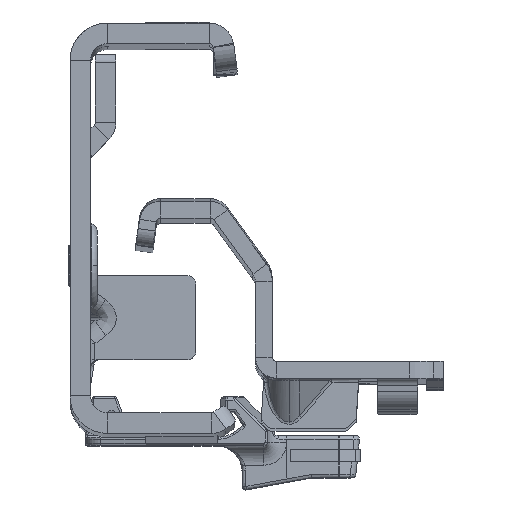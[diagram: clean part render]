
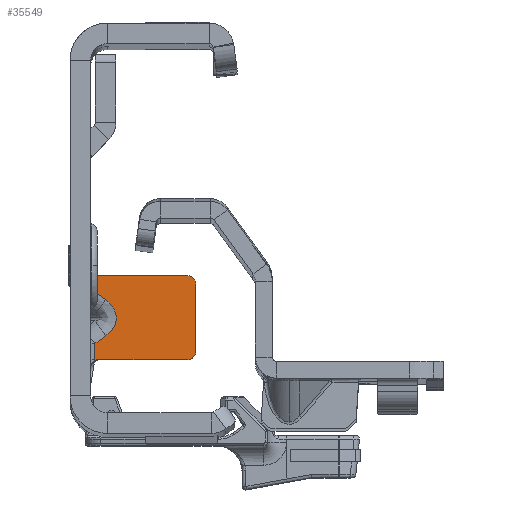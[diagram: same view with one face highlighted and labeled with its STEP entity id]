
A CAD part, top view. The second image highlights one B-rep face of the part: STEP entity #35549.
In plain terms, the highlighted planar face has unit normal (0, 0, 1).
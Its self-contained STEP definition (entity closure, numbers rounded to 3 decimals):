
#655 = EDGE_CURVE ( 'NONE', #4794, #47293, #22868, .T. ) ;
#1449 = DIRECTION ( 'NONE',  ( 0., 0., -1. ) ) ;
#1742 = CARTESIAN_POINT ( 'NONE',  ( 12.5, -5.55, -391.5 ) ) ;
#2546 = AXIS2_PLACEMENT_3D ( 'NONE', #35924, #53409, #49410 ) ;
#2794 = EDGE_CURVE ( 'NONE', #35397, #27195, #50756, .T. ) ;
#3283 = DIRECTION ( 'NONE',  ( 1., 0., 0. ) ) ;
#4214 = CARTESIAN_POINT ( 'NONE',  ( 1.778, -11.707, -391.5 ) ) ;
#4233 = ORIENTED_EDGE ( 'NONE', *, *, #6802, .T. ) ;
#4794 = VERTEX_POINT ( 'NONE', #39882 ) ;
#5096 = EDGE_CURVE ( 'NONE', #32619, #24877, #33779, .T. ) ;
#5171 = CARTESIAN_POINT ( 'NONE',  ( -7.344, 22.3, -391.5 ) ) ;
#5462 = FACE_OUTER_BOUND ( 'NONE', #18567, .T. ) ;
#6167 = EDGE_CURVE ( 'NONE', #11019, #49469, #25080, .T. ) ;
#6802 = EDGE_CURVE ( 'NONE', #24877, #4794, #10813, .T. ) ;
#9316 = VERTEX_POINT ( 'NONE', #51919 ) ;
#9882 = VERTEX_POINT ( 'NONE', #20504 ) ;
#10813 = CIRCLE ( 'NONE', #2546, 1. ) ;
#11019 = VERTEX_POINT ( 'NONE', #39440 ) ;
#11400 = LINE ( 'NONE', #51348, #51361 ) ;
#11715 = ORIENTED_EDGE ( 'NONE', *, *, #2794, .F. ) ;
#12347 = CARTESIAN_POINT ( 'NONE',  ( -7.344, -4.55, -391.5 ) ) ;
#12500 = CARTESIAN_POINT ( 'NONE',  ( 1.778, -11.707, -391.5 ) ) ;
#12619 = DIRECTION ( 'NONE',  ( -1., 0., 0. ) ) ;
#12722 = VECTOR ( 'NONE', #38798, 1000. ) ;
#12766 = CARTESIAN_POINT ( 'NONE',  ( 2.628, -11.106, -391.5 ) ) ;
#13268 = EDGE_CURVE ( 'NONE', #9882, #40703, #23978, .T. ) ;
#13389 = CARTESIAN_POINT ( 'NONE',  ( 11.5, -14.55, -391.5 ) ) ;
#14033 = CARTESIAN_POINT ( 'NONE',  ( 0.71, -14.55, -391.5 ) ) ;
#14322 = CARTESIAN_POINT ( 'NONE',  ( 0.5, -14.55, -391.5 ) ) ;
#17258 = DIRECTION ( 'NONE',  ( 0., 0., 1. ) ) ;
#18045 = CARTESIAN_POINT ( 'NONE',  ( 0.5, -4.55, -391.5 ) ) ;
#18567 = EDGE_LOOP ( 'NONE', ( #20974, #26506, #11715, #31696, #47081, #43680, #4233, #29316, #56725, #40403, #40176, #49486 ) ) ;
#19141 = VECTOR ( 'NONE', #49240, 1000. ) ;
#19758 = CARTESIAN_POINT ( 'NONE',  ( 0.64, -4.55, -391.5 ) ) ;
#20224 = EDGE_CURVE ( 'NONE', #27195, #9882, #22883, .T. ) ;
#20411 = B_SPLINE_CURVE_WITH_KNOTS ( 'NONE', 3,
 ( #14322, #22684, #32146, #14033 ),
 .UNSPECIFIED., .F., .F.,
 ( 4, 4 ),
 ( 0., 0. ),
 .UNSPECIFIED. ) ;
#20504 = CARTESIAN_POINT ( 'NONE',  ( 1.778, -7.393, -391.5 ) ) ;
#20974 = ORIENTED_EDGE ( 'NONE', *, *, #13268, .F. ) ;
#21255 = CARTESIAN_POINT ( 'NONE',  ( 3.565, -10.443, -391.5 ) ) ;
#21879 = VERTEX_POINT ( 'NONE', #29749 ) ;
#22684 = CARTESIAN_POINT ( 'NONE',  ( 0.57, -14.55, -391.5 ) ) ;
#22868 = LINE ( 'NONE', #49010, #25723 ) ;
#22883 =( BOUNDED_CURVE ( )  B_SPLINE_CURVE ( 3, ( #4214, #21255, #56817, #30141 ),
 .UNSPECIFIED., .F., .T. ) 
 B_SPLINE_CURVE_WITH_KNOTS ( ( 4, 4 ),
 ( 2.356, 3.927 ),
 .UNSPECIFIED. ) 
 CURVE ( )  GEOMETRIC_REPRESENTATION_ITEM ( )  RATIONAL_B_SPLINE_CURVE ( ( 1., 0.805, 0.805, 1. ) ) 
 REPRESENTATION_ITEM ( '' )  );
#23079 = PLANE ( 'NONE',  #48401 ) ;
#23978 = LINE ( 'NONE', #31988, #19141 ) ;
#24389 = EDGE_CURVE ( 'NONE', #9316, #32619, #20411, .T. ) ;
#24877 = VERTEX_POINT ( 'NONE', #13389 ) ;
#25080 = LINE ( 'NONE', #12347, #28275 ) ;
#25308 = CARTESIAN_POINT ( 'NONE',  ( 0.5, 22.3, -391.5 ) ) ;
#25723 = VECTOR ( 'NONE', #53570, 1000. ) ;
#26332 = VECTOR ( 'NONE', #3283, 1000. ) ;
#26506 = ORIENTED_EDGE ( 'NONE', *, *, #20224, .F. ) ;
#26766 = AXIS2_PLACEMENT_3D ( 'NONE', #49922, #17258, #52289 ) ;
#27195 = VERTEX_POINT ( 'NONE', #12500 ) ;
#28275 = VECTOR ( 'NONE', #12619, 1000. ) ;
#28478 = CARTESIAN_POINT ( 'NONE',  ( 0.71, -14.55, -391.5 ) ) ;
#29029 = LINE ( 'NONE', #25308, #12722 ) ;
#29193 = CARTESIAN_POINT ( 'NONE',  ( 0.71, -4.55, -391.5 ) ) ;
#29316 = ORIENTED_EDGE ( 'NONE', *, *, #655, .T. ) ;
#29749 = CARTESIAN_POINT ( 'NONE',  ( 0.5, -4.55, -391.5 ) ) ;
#30141 = CARTESIAN_POINT ( 'NONE',  ( 1.778, -7.393, -391.5 ) ) ;
#31346 = B_SPLINE_CURVE_WITH_KNOTS ( 'NONE', 3,
 ( #18045, #49334, #19758, #40745 ),
 .UNSPECIFIED., .F., .F.,
 ( 4, 4 ),
 ( 0., 0. ),
 .UNSPECIFIED. ) ;
#31696 = ORIENTED_EDGE ( 'NONE', *, *, #42295, .F. ) ;
#31988 = CARTESIAN_POINT ( 'NONE',  ( 1.35, -7.091, -391.5 ) ) ;
#32146 = CARTESIAN_POINT ( 'NONE',  ( 0.64, -14.55, -391.5 ) ) ;
#32619 = VERTEX_POINT ( 'NONE', #28478 ) ;
#33156 = CIRCLE ( 'NONE', #26766, 1. ) ;
#33280 = DIRECTION ( 'NONE',  ( 0., 1., 0. ) ) ;
#33779 = LINE ( 'NONE', #47872, #26332 ) ;
#35397 = VERTEX_POINT ( 'NONE', #41538 ) ;
#35549 = ADVANCED_FACE ( 'NONE', ( #5462 ), #23079, .F. ) ;
#35924 = CARTESIAN_POINT ( 'NONE',  ( 11.5, -13.55, -391.5 ) ) ;
#38412 = DIRECTION ( 'NONE',  ( 0.816, 0.577, 0. ) ) ;
#38798 = DIRECTION ( 'NONE',  ( 0., 1., 0. ) ) ;
#39440 = CARTESIAN_POINT ( 'NONE',  ( 11.5, -4.55, -391.5 ) ) ;
#39753 = DIRECTION ( 'NONE',  ( 0., 1., 0. ) ) ;
#39882 = CARTESIAN_POINT ( 'NONE',  ( 12.5, -13.55, -391.5 ) ) ;
#40176 = ORIENTED_EDGE ( 'NONE', *, *, #56769, .F. ) ;
#40403 = ORIENTED_EDGE ( 'NONE', *, *, #6167, .T. ) ;
#40703 = VERTEX_POINT ( 'NONE', #42199 ) ;
#40745 = CARTESIAN_POINT ( 'NONE',  ( 0.71, -4.55, -391.5 ) ) ;
#41538 = CARTESIAN_POINT ( 'NONE',  ( 0.5, -12.61, -391.5 ) ) ;
#42199 = CARTESIAN_POINT ( 'NONE',  ( 0.5, -6.49, -391.5 ) ) ;
#42295 = EDGE_CURVE ( 'NONE', #9316, #35397, #29029, .T. ) ;
#43680 = ORIENTED_EDGE ( 'NONE', *, *, #5096, .T. ) ;
#44844 = EDGE_CURVE ( 'NONE', #47293, #11019, #33156, .T. ) ;
#47081 = ORIENTED_EDGE ( 'NONE', *, *, #24389, .T. ) ;
#47166 = VECTOR ( 'NONE', #38412, 1000. ) ;
#47293 = VERTEX_POINT ( 'NONE', #1742 ) ;
#47872 = CARTESIAN_POINT ( 'NONE',  ( -7.344, -14.55, -391.5 ) ) ;
#48401 = AXIS2_PLACEMENT_3D ( 'NONE', #5171, #1449, #39753 ) ;
#49010 = CARTESIAN_POINT ( 'NONE',  ( 12.5, 22.3, -391.5 ) ) ;
#49240 = DIRECTION ( 'NONE',  ( -0.816, 0.577, 0. ) ) ;
#49334 = CARTESIAN_POINT ( 'NONE',  ( 0.57, -4.55, -391.5 ) ) ;
#49410 = DIRECTION ( 'NONE',  ( 0., 1., 0. ) ) ;
#49469 = VERTEX_POINT ( 'NONE', #29193 ) ;
#49486 = ORIENTED_EDGE ( 'NONE', *, *, #50957, .F. ) ;
#49922 = CARTESIAN_POINT ( 'NONE',  ( 11.5, -5.55, -391.5 ) ) ;
#50756 = LINE ( 'NONE', #12766, #47166 ) ;
#50957 = EDGE_CURVE ( 'NONE', #40703, #21879, #11400, .T. ) ;
#51348 = CARTESIAN_POINT ( 'NONE',  ( 0.5, 22.3, -391.5 ) ) ;
#51361 = VECTOR ( 'NONE', #33280, 1000. ) ;
#51919 = CARTESIAN_POINT ( 'NONE',  ( 0.5, -14.55, -391.5 ) ) ;
#52289 = DIRECTION ( 'NONE',  ( 0., 1., 0. ) ) ;
#53409 = DIRECTION ( 'NONE',  ( 0., 0., 1. ) ) ;
#53570 = DIRECTION ( 'NONE',  ( 0., 1., 0. ) ) ;
#56725 = ORIENTED_EDGE ( 'NONE', *, *, #44844, .T. ) ;
#56769 = EDGE_CURVE ( 'NONE', #21879, #49469, #31346, .T. ) ;
#56817 = CARTESIAN_POINT ( 'NONE',  ( 3.565, -8.657, -391.5 ) ) ;
